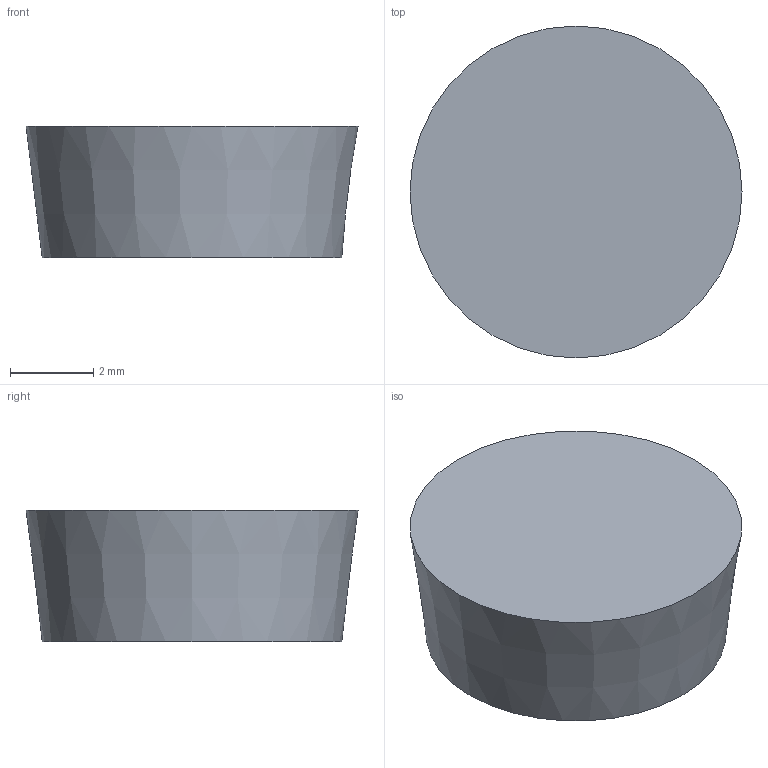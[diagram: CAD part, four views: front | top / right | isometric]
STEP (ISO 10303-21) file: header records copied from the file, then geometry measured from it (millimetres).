
FILE_DESCRIPTION(/* description */ (''),/* implementation_level */ '2;1');
FILE_NAME(/* name */ 'RC__0803M0.stp',/* time_stamp */ '2018-04-05T16:18:09+06:00',/* author */ (''),/* organization */ (''),/* preprocessor_version */ 'ST-DEVELOPER v16',/* originating_system */ 'SIEMENS PLM Software NX 11.0',/* authorisation */ '');
FILE_SCHEMA (('AUTOMOTIVE_DESIGN { 1 0 10303 214 3 1 1 1 }'));
Length unit declared in the file: millimetre
Products named in the file (1): RC__0803M0
Bounding box: 8 x 8 x 3.18 mm (x, y, z)
Volume: 144.7 mm3; surface area: 167.8 mm2
Topology: 1 solids, 1 shells, 3 faces, 3 edges, 2 vertices
Faces by surface type: plane 2, cone 1
Entity records: 106 total; most frequent: DIRECTION 16, CARTESIAN_POINT 10, AXIS2_PLACEMENT_3D 8, EDGE_LOOP 4, ORIENTED_EDGE 4, ADVANCED_FACE 3, STYLED_ITEM 3, PRESENTATION_STYLE_ASSIGNMENT 3
